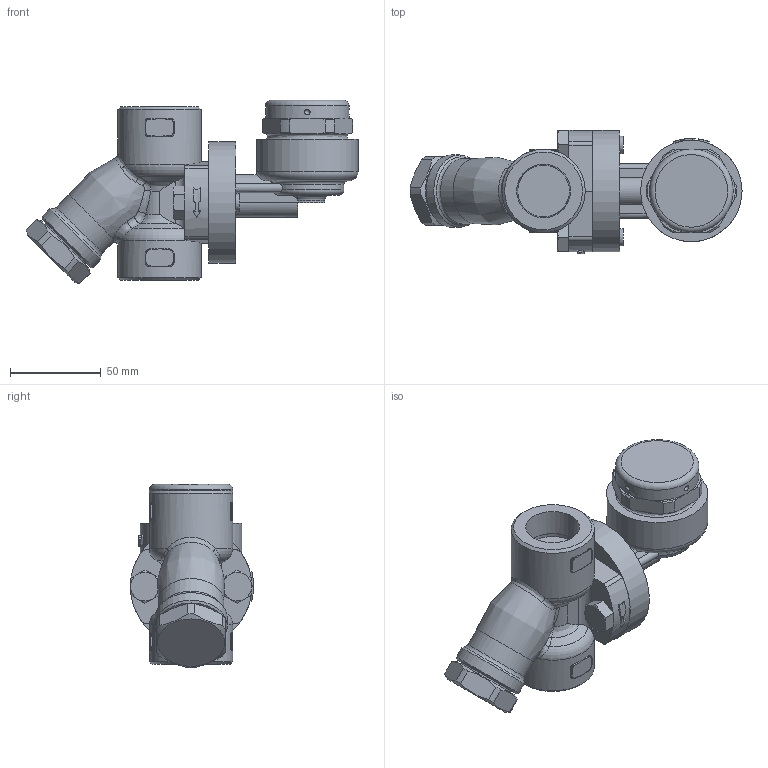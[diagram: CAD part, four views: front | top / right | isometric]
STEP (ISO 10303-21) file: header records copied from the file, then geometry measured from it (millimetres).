
FILE_DESCRIPTION((''),'2;1');
FILE_NAME('p46u-025-screw-00.stp','2011-03-18T10:34:55',('nakaot'),(''),'Autodesk Inventor 2008','Autodesk Inventor 2008','');
FILE_SCHEMA(('AUTOMOTIVE_DESIGN { 1 0 10303 214 1 1 1 1 }'));
Length unit declared in the file: millimetre
Products named in the file (1): p46u-025-screw-00
Bounding box: 183.4 x 68 x 101.29 mm (x, y, z)
Volume: 370902.9 mm3; surface area: 60352.5 mm2
Topology: 1 solids, 1 shells, 342 faces, 861 edges, 522 vertices
Faces by surface type: plane 103, cylinder 95, bspline 89, cone 28, torus 23, sphere 4
Full cylindrical faces by diameter (mm): 9.5 x2, 32 x1, 35 x1, 36 x2, 40 x1, 46 x2, 46.1 x1, 56 x1, 67 x1
Entity records: 14379 total; most frequent: CARTESIAN_POINT 7028, ORIENTED_EDGE 1582, DIRECTION 1408, EDGE_CURVE 791, AXIS2_PLACEMENT_3D 569, VERTEX_POINT 508, EDGE_LOOP 403, FACE_OUTER_BOUND 342
